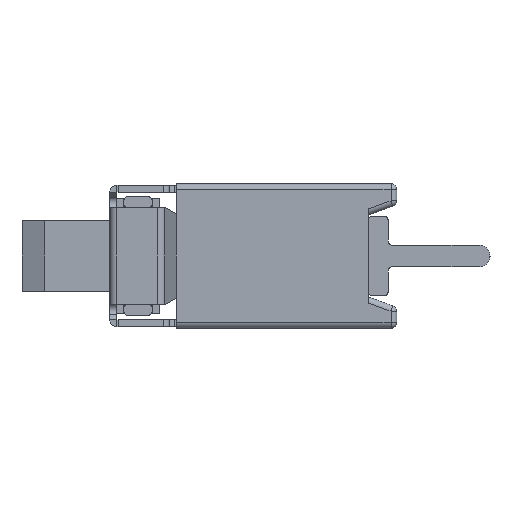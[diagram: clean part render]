
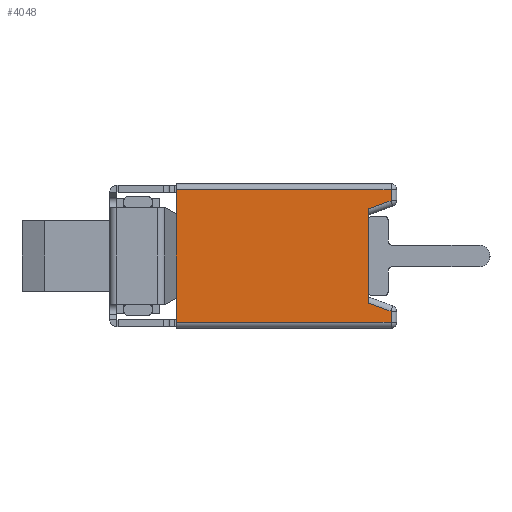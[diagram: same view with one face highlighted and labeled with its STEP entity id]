
A CAD part, left-side view. The second image highlights one B-rep face of the part: STEP entity #4048.
In plain terms, the highlighted face is planar.
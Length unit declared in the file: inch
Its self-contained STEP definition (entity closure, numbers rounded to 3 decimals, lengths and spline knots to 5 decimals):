
#308=CARTESIAN_POINT('',(0.15945,-0.13386,
-0.06547));
#408=DIRECTION('',(0.,0.,-1.));
#409=VECTOR('',#408,0.18504);
#410=CARTESIAN_POINT('',(0.15945,0.13386,
0.09252));
#411=LINE('',#410,#409);
#415=DIRECTION('',(0.,0.94,0.342));
#416=VECTOR('',#415,0.03352);
#417=CARTESIAN_POINT('',(0.15945,-0.16535,
-0.07693));
#418=LINE('',#417,#416);
#422=DIRECTION('',(0.,0.,-1.));
#423=VECTOR('',#422,0.13093);
#424=CARTESIAN_POINT('',(0.15945,-0.13386,
0.06547));
#425=LINE('',#424,#423);
#429=DIRECTION('',(0.,-0.94,0.342));
#430=VECTOR('',#429,0.03352);
#431=CARTESIAN_POINT('',(0.15945,-0.13386,
0.06547));
#432=LINE('',#431,#430);
#444=DIRECTION('',(0.,0.,-1.));
#445=VECTOR('',#444,0.01559);
#446=CARTESIAN_POINT('',(0.15945,-0.16535,
0.09252));
#447=LINE('',#446,#445);
#2636=DIRECTION('',(0.,0.,-1.));
#2637=VECTOR('',#2636,0.01559);
#2638=CARTESIAN_POINT('',(0.15945,-0.16535,
-0.07693));
#2639=LINE('',#2638,#2637);
#2674=DIRECTION('',(0.,1.,0.));
#2675=VECTOR('',#2674,0.29921);
#2676=CARTESIAN_POINT('',(0.15945,-0.16535,
-0.09252));
#2677=LINE('',#2676,#2675);
#3115=DIRECTION('',(0.,1.,0.));
#3116=VECTOR('',#3115,0.29921);
#3117=CARTESIAN_POINT('',(0.15945,-0.16535,
0.09252));
#3118=LINE('',#3117,#3116);
#3220=VERTEX_POINT('',#308);
#3221=CARTESIAN_POINT('',(0.15945,-0.13386,
0.06547));
#3222=VERTEX_POINT('',#3221);
#3531=CARTESIAN_POINT('',(0.15945,0.13386,
0.09252));
#3532=VERTEX_POINT('',#3531);
#3533=CARTESIAN_POINT('',(0.15945,0.13386,
-0.09252));
#3534=VERTEX_POINT('',#3533);
#3569=CARTESIAN_POINT('',(0.15945,-0.16535,
0.09252));
#3570=CARTESIAN_POINT('',(0.15945,-0.16535,
0.07693));
#3571=VERTEX_POINT('',#3569);
#3572=VERTEX_POINT('',#3570);
#3573=CARTESIAN_POINT('',(0.15945,-0.16535,
-0.07693));
#3574=VERTEX_POINT('',#3573);
#3575=CARTESIAN_POINT('',(0.15945,-0.16535,
-0.09252));
#3576=VERTEX_POINT('',#3575);
#4027=CARTESIAN_POINT('',(0.15945,-0.01575,0.));
#4028=DIRECTION('',(1.,0.,0.));
#4029=DIRECTION('',(0.,-1.,0.));
#4030=AXIS2_PLACEMENT_3D('',#4027,#4028,#4029);
#4031=PLANE('',#4030);
#4033=ORIENTED_EDGE('',*,*,#4032,.F.);
#4035=ORIENTED_EDGE('',*,*,#4034,.T.);
#4037=ORIENTED_EDGE('',*,*,#4036,.T.);
#4039=ORIENTED_EDGE('',*,*,#4038,.F.);
#4041=ORIENTED_EDGE('',*,*,#4040,.F.);
#4042=ORIENTED_EDGE('',*,*,#4019,.T.);
#4043=ORIENTED_EDGE('',*,*,#3906,.F.);
#4045=ORIENTED_EDGE('',*,*,#4044,.T.);
#4046=EDGE_LOOP('',(#4033,#4035,#4037,#4039,#4041,#4042,#4043,#4045));
#4047=FACE_OUTER_BOUND('',#4046,.F.);
#3906=EDGE_CURVE('',#3222,#3220,#425,.T.);
#4019=EDGE_CURVE('',#3574,#3220,#418,.T.);
#4032=EDGE_CURVE('',#3571,#3572,#447,.T.);
#4034=EDGE_CURVE('',#3571,#3532,#3118,.T.);
#4036=EDGE_CURVE('',#3532,#3534,#411,.T.);
#4038=EDGE_CURVE('',#3576,#3534,#2677,.T.);
#4040=EDGE_CURVE('',#3574,#3576,#2639,.T.);
#4044=EDGE_CURVE('',#3222,#3572,#432,.T.);
#4048=ADVANCED_FACE('',(#4047),#4031,.T.);
